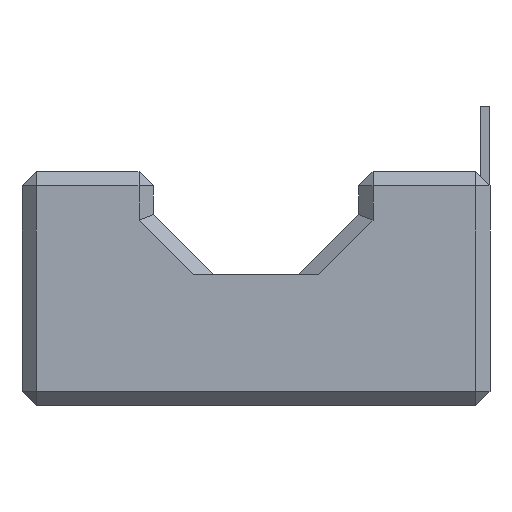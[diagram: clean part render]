
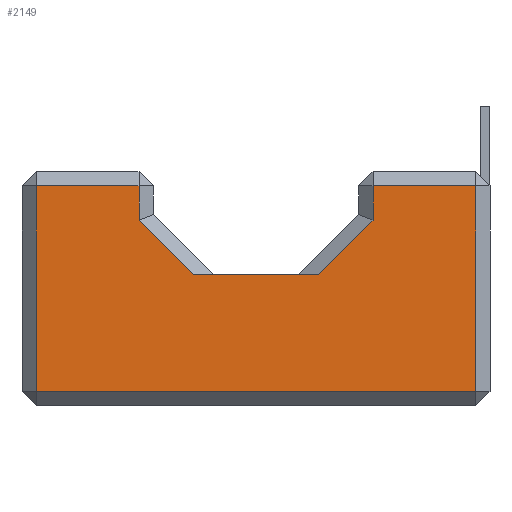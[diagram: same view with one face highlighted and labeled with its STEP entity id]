
A CAD part, front view. The second image highlights one B-rep face of the part: STEP entity #2149.
In plain terms, the highlighted planar face has unit normal (0, -1, 0).
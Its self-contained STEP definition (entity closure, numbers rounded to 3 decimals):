
#5 = VERTEX_POINT ( 'NONE', #648 ) ;
#6 = ORIENTED_EDGE ( 'NONE', *, *, #481, .F. ) ;
#31 = EDGE_CURVE ( 'NONE', #2381, #2699, #2377, .T. ) ;
#66 = VECTOR ( 'NONE', #2541, 1000. ) ;
#87 = EDGE_LOOP ( 'NONE', ( #1397, #6, #101, #1338, #2505, #1633, #1483, #258, #277, #1974 ) ) ;
#101 = ORIENTED_EDGE ( 'NONE', *, *, #31, .T. ) ;
#130 = LINE ( 'NONE', #416, #2266 ) ;
#144 = DIRECTION ( 'NONE',  ( 0., 0., -1. ) ) ;
#220 = CARTESIAN_POINT ( 'NONE',  ( 37.5, 0., 23.5 ) ) ;
#223 = CARTESIAN_POINT ( 'NONE',  ( 18.322, 0., 14. ) ) ;
#237 = LINE ( 'NONE', #1214, #3152 ) ;
#245 = LINE ( 'NONE', #1236, #2731 ) ;
#258 = ORIENTED_EDGE ( 'NONE', *, *, #396, .T. ) ;
#277 = ORIENTED_EDGE ( 'NONE', *, *, #2756, .T. ) ;
#370 = VECTOR ( 'NONE', #3101, 1000. ) ;
#396 = EDGE_CURVE ( 'NONE', #1034, #1234, #1841, .T. ) ;
#412 = VECTOR ( 'NONE', #3143, 1000. ) ;
#416 = CARTESIAN_POINT ( 'NONE',  ( 37.5, 0., 25. ) ) ;
#437 = VERTEX_POINT ( 'NONE', #607 ) ;
#481 = EDGE_CURVE ( 'NONE', #2381, #437, #237, .T. ) ;
#522 = EDGE_CURVE ( 'NONE', #1756, #1034, #1942, .T. ) ;
#607 = CARTESIAN_POINT ( 'NONE',  ( 31.678, 0., 14. ) ) ;
#624 = VECTOR ( 'NONE', #2146, 1000. ) ;
#648 = CARTESIAN_POINT ( 'NONE',  ( 1.5, 0., 23.5 ) ) ;
#685 = VERTEX_POINT ( 'NONE', #220 ) ;
#869 = EDGE_CURVE ( 'NONE', #2699, #3049, #245, .T. ) ;
#1002 = AXIS2_PLACEMENT_3D ( 'NONE', #1315, #2789, #1037 ) ;
#1034 = VERTEX_POINT ( 'NONE', #2685 ) ;
#1037 = DIRECTION ( 'NONE',  ( 0., 0., 1. ) ) ;
#1115 = DIRECTION ( 'NONE',  ( -1., 0., 0. ) ) ;
#1154 = CARTESIAN_POINT ( 'NONE',  ( 3.661, 0., 28.661 ) ) ;
#1194 = CARTESIAN_POINT ( 'NONE',  ( 50., 0., 1.5 ) ) ;
#1214 = CARTESIAN_POINT ( 'NONE',  ( 20.444, 0., 14. ) ) ;
#1234 = VERTEX_POINT ( 'NONE', #1393 ) ;
#1236 = CARTESIAN_POINT ( 'NONE',  ( 12.5, 0., 25. ) ) ;
#1255 = VERTEX_POINT ( 'NONE', #2130 ) ;
#1289 = CARTESIAN_POINT ( 'NONE',  ( 1.5, 0., 1.5 ) ) ;
#1303 = DIRECTION ( 'NONE',  ( -1., 0., 0. ) ) ;
#1315 = CARTESIAN_POINT ( 'NONE',  ( 0., 0., 25. ) ) ;
#1338 = ORIENTED_EDGE ( 'NONE', *, *, #869, .T. ) ;
#1342 = CARTESIAN_POINT ( 'NONE',  ( 12.5, 0., 19.822 ) ) ;
#1393 = CARTESIAN_POINT ( 'NONE',  ( 48.5, 0., 23.5 ) ) ;
#1397 = ORIENTED_EDGE ( 'NONE', *, *, #1512, .T. ) ;
#1407 = VECTOR ( 'NONE', #1422, 1000. ) ;
#1422 = DIRECTION ( 'NONE',  ( 1., 0., 0. ) ) ;
#1483 = ORIENTED_EDGE ( 'NONE', *, *, #522, .T. ) ;
#1512 = EDGE_CURVE ( 'NONE', #1255, #437, #2981, .T. ) ;
#1530 = CARTESIAN_POINT ( 'NONE',  ( 1.5, 0., 25. ) ) ;
#1597 = CARTESIAN_POINT ( 'NONE',  ( 0., 0., 23.5 ) ) ;
#1633 = ORIENTED_EDGE ( 'NONE', *, *, #1835, .T. ) ;
#1688 = DIRECTION ( 'NONE',  ( 1., 0., 0. ) ) ;
#1756 = VERTEX_POINT ( 'NONE', #1289 ) ;
#1791 = EDGE_CURVE ( 'NONE', #3049, #5, #1802, .T. ) ;
#1802 = LINE ( 'NONE', #1597, #3207 ) ;
#1835 = EDGE_CURVE ( 'NONE', #5, #1756, #2572, .T. ) ;
#1841 = LINE ( 'NONE', #2141, #412 ) ;
#1866 = EDGE_CURVE ( 'NONE', #685, #1255, #130, .T. ) ;
#1942 = LINE ( 'NONE', #1194, #1407 ) ;
#1974 = ORIENTED_EDGE ( 'NONE', *, *, #1866, .T. ) ;
#2105 = CARTESIAN_POINT ( 'NONE',  ( 12.5, 0., 23.5 ) ) ;
#2130 = CARTESIAN_POINT ( 'NONE',  ( 37.5, 0., 19.822 ) ) ;
#2141 = CARTESIAN_POINT ( 'NONE',  ( 48.5, 0., 25. ) ) ;
#2146 = DIRECTION ( 'NONE',  ( -0.707, 0., 0.707 ) ) ;
#2149 = ADVANCED_FACE ( 'NONE', ( #2835 ), #2585, .F. ) ;
#2266 = VECTOR ( 'NONE', #144, 1000. ) ;
#2377 = LINE ( 'NONE', #1154, #624 ) ;
#2381 = VERTEX_POINT ( 'NONE', #223 ) ;
#2457 = DIRECTION ( 'NONE',  ( 0., 0., 1. ) ) ;
#2505 = ORIENTED_EDGE ( 'NONE', *, *, #1791, .T. ) ;
#2541 = DIRECTION ( 'NONE',  ( 0., 0., -1. ) ) ;
#2572 = LINE ( 'NONE', #1530, #66 ) ;
#2585 = PLANE ( 'NONE',  #1002 ) ;
#2685 = CARTESIAN_POINT ( 'NONE',  ( 48.5, 0., 1.5 ) ) ;
#2699 = VERTEX_POINT ( 'NONE', #1342 ) ;
#2731 = VECTOR ( 'NONE', #2457, 1000. ) ;
#2756 = EDGE_CURVE ( 'NONE', #1234, #685, #2883, .T. ) ;
#2789 = DIRECTION ( 'NONE',  ( 0., 1., 0. ) ) ;
#2835 = FACE_OUTER_BOUND ( 'NONE', #87, .T. ) ;
#2883 = LINE ( 'NONE', #2901, #2952 ) ;
#2901 = CARTESIAN_POINT ( 'NONE',  ( 0., 0., 23.5 ) ) ;
#2952 = VECTOR ( 'NONE', #1115, 1000. ) ;
#2981 = LINE ( 'NONE', #3028, #370 ) ;
#3028 = CARTESIAN_POINT ( 'NONE',  ( 21.339, 0., 3.661 ) ) ;
#3049 = VERTEX_POINT ( 'NONE', #2105 ) ;
#3101 = DIRECTION ( 'NONE',  ( -0.707, 0., -0.707 ) ) ;
#3143 = DIRECTION ( 'NONE',  ( 0., 0., 1. ) ) ;
#3152 = VECTOR ( 'NONE', #1688, 1000. ) ;
#3207 = VECTOR ( 'NONE', #1303, 1000. ) ;
